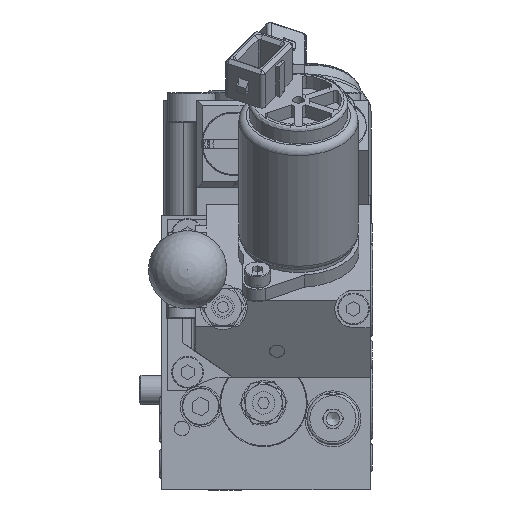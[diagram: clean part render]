
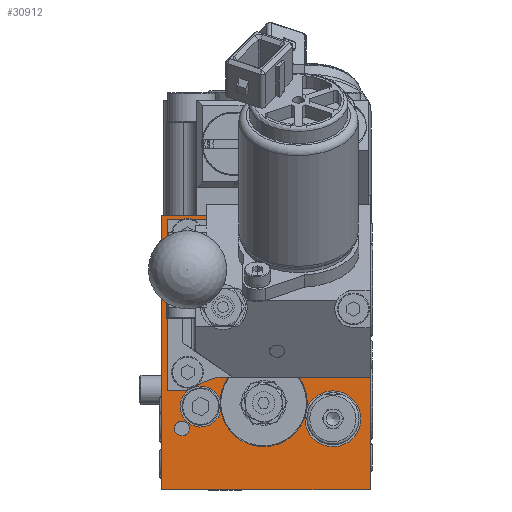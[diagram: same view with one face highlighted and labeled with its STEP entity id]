
A CAD part, front view. The second image highlights one B-rep face of the part: STEP entity #30912.
In plain terms, the highlighted planar face has unit normal (0, -1, 0).
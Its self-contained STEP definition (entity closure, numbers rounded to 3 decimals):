
#976=LINE('',#53116,#3335);
#984=LINE('',#53196,#3343);
#1053=LINE('',#53546,#3412);
#1067=LINE('',#53587,#3426);
#1068=LINE('',#53592,#3427);
#1069=LINE('',#53594,#3428);
#1070=LINE('',#53598,#3429);
#1071=LINE('',#53600,#3430);
#1072=LINE('',#53604,#3431);
#1073=LINE('',#53606,#3432);
#1074=LINE('',#53607,#3433);
#1075=LINE('',#53609,#3434);
#1076=LINE('',#53612,#3435);
#3335=VECTOR('',#43399,1000.);
#3343=VECTOR('',#43481,1000.);
#3412=VECTOR('',#43740,1000.);
#3426=VECTOR('',#43772,1000.);
#3427=VECTOR('',#43775,1000.);
#3428=VECTOR('',#43776,1000.);
#3429=VECTOR('',#43779,1000.);
#3430=VECTOR('',#43780,1000.);
#3431=VECTOR('',#43783,1000.);
#3432=VECTOR('',#43784,1000.);
#3433=VECTOR('',#43785,1000.);
#3434=VECTOR('',#43786,1000.);
#3435=VECTOR('',#43789,1000.);
#5689=ELLIPSE('',#39622,2.333,2.);
#5804=PLANE('',#39791);
#8262=ORIENTED_EDGE('',*,*,#16459,.F.);
#8263=ORIENTED_EDGE('',*,*,#16460,.T.);
#8264=ORIENTED_EDGE('',*,*,#16461,.F.);
#8265=ORIENTED_EDGE('',*,*,#16462,.T.);
#8266=ORIENTED_EDGE('',*,*,#16463,.F.);
#8267=ORIENTED_EDGE('',*,*,#16464,.T.);
#8268=ORIENTED_EDGE('',*,*,#16465,.F.);
#8269=ORIENTED_EDGE('',*,*,#16466,.F.);
#8270=ORIENTED_EDGE('',*,*,#16467,.F.);
#8271=ORIENTED_EDGE('',*,*,#16468,.F.);
#8272=ORIENTED_EDGE('',*,*,#16457,.T.);
#8273=ORIENTED_EDGE('',*,*,#16469,.F.);
#8274=ORIENTED_EDGE('',*,*,#16470,.F.);
#8275=ORIENTED_EDGE('',*,*,#16471,.F.);
#8276=ORIENTED_EDGE('',*,*,#16301,.T.);
#8277=ORIENTED_EDGE('',*,*,#16472,.T.);
#8278=ORIENTED_EDGE('',*,*,#16266,.T.);
#8279=ORIENTED_EDGE('',*,*,#16438,.T.);
#8280=ORIENTED_EDGE('',*,*,#16247,.T.);
#8281=ORIENTED_EDGE('',*,*,#16246,.T.);
#8282=ORIENTED_EDGE('',*,*,#16245,.T.);
#8283=ORIENTED_EDGE('',*,*,#16473,.T.);
#8284=ORIENTED_EDGE('',*,*,#16243,.T.);
#8285=ORIENTED_EDGE('',*,*,#16242,.F.);
#8286=ORIENTED_EDGE('',*,*,#16238,.T.);
#8287=ORIENTED_EDGE('',*,*,#16230,.T.);
#8288=ORIENTED_EDGE('',*,*,#16237,.T.);
#8289=ORIENTED_EDGE('',*,*,#16226,.T.);
#16226=EDGE_CURVE('',#24668,#24669,#20378,.T.);
#16230=EDGE_CURVE('',#24672,#24673,#20380,.T.);
#16237=EDGE_CURVE('',#24673,#24668,#20385,.T.);
#16238=EDGE_CURVE('',#24669,#24672,#20386,.T.);
#16242=EDGE_CURVE('',#24679,#24679,#5689,.T.);
#16243=EDGE_CURVE('',#24680,#24680,#20389,.T.);
#16245=EDGE_CURVE('',#24682,#24682,#20390,.T.);
#16246=EDGE_CURVE('',#24683,#24683,#20391,.T.);
#16247=EDGE_CURVE('',#24684,#24684,#20392,.T.);
#16266=EDGE_CURVE('',#24705,#24704,#976,.T.);
#16301=EDGE_CURVE('',#24740,#24739,#984,.T.);
#16438=EDGE_CURVE('',#24704,#24740,#1053,.T.);
#16457=EDGE_CURVE('',#24863,#24862,#20492,.T.);
#16459=EDGE_CURVE('',#24864,#24865,#1067,.T.);
#16460=EDGE_CURVE('',#24864,#24866,#20493,.T.);
#16461=EDGE_CURVE('',#24867,#24866,#1068,.T.);
#16462=EDGE_CURVE('',#24867,#24868,#1069,.T.);
#16463=EDGE_CURVE('',#24869,#24868,#20494,.T.);
#16464=EDGE_CURVE('',#24869,#24870,#1070,.T.);
#16465=EDGE_CURVE('',#24871,#24870,#1071,.T.);
#16466=EDGE_CURVE('',#24872,#24871,#20495,.T.);
#16467=EDGE_CURVE('',#24873,#24872,#1072,.T.);
#16468=EDGE_CURVE('',#24863,#24873,#1073,.T.);
#16469=EDGE_CURVE('',#24874,#24862,#1074,.T.);
#16470=EDGE_CURVE('',#24875,#24874,#1075,.T.);
#16471=EDGE_CURVE('',#24865,#24875,#20496,.T.);
#16472=EDGE_CURVE('',#24739,#24705,#1076,.T.);
#16473=EDGE_CURVE('',#24876,#24876,#20497,.T.);
#20378=CIRCLE('',#39606,5.5);
#20380=CIRCLE('',#39609,7.5);
#20385=CIRCLE('',#39617,11.7);
#20386=CIRCLE('',#39618,11.7);
#20389=CIRCLE('',#39624,2.);
#20390=CIRCLE('',#39626,2.);
#20391=CIRCLE('',#39628,2.067);
#20392=CIRCLE('',#39630,2.067);
#20492=CIRCLE('',#39790,2.067);
#20493=CIRCLE('',#39792,2.);
#20494=CIRCLE('',#39793,9.5);
#20495=CIRCLE('',#39794,9.5);
#20496=CIRCLE('',#39795,2.);
#20497=CIRCLE('',#39796,2.);
#21914=EDGE_LOOP('',(#8262,#8263,#8264,#8265,#8266,#8267,#8268,#8269,#8270,
#8271,#8272,#8273,#8274,#8275));
#21915=EDGE_LOOP('',(#8276,#8277,#8278,#8279));
#21916=EDGE_LOOP('',(#8280));
#21917=EDGE_LOOP('',(#8281));
#21918=EDGE_LOOP('',(#8282));
#21919=EDGE_LOOP('',(#8283));
#21920=EDGE_LOOP('',(#8284));
#21921=EDGE_LOOP('',(#8285));
#21922=EDGE_LOOP('',(#8286,#8287,#8288,#8289));
#24668=VERTEX_POINT('',#52958);
#24669=VERTEX_POINT('',#52959);
#24672=VERTEX_POINT('',#52967);
#24673=VERTEX_POINT('',#52968);
#24679=VERTEX_POINT('',#53022);
#24680=VERTEX_POINT('',#53025);
#24682=VERTEX_POINT('',#53060);
#24683=VERTEX_POINT('',#53063);
#24684=VERTEX_POINT('',#53066);
#24704=VERTEX_POINT('',#53115);
#24705=VERTEX_POINT('',#53117);
#24739=VERTEX_POINT('',#53195);
#24740=VERTEX_POINT('',#53197);
#24862=VERTEX_POINT('',#53582);
#24863=VERTEX_POINT('',#53584);
#24864=VERTEX_POINT('',#53588);
#24865=VERTEX_POINT('',#53589);
#24866=VERTEX_POINT('',#53591);
#24867=VERTEX_POINT('',#53593);
#24868=VERTEX_POINT('',#53595);
#24869=VERTEX_POINT('',#53597);
#24870=VERTEX_POINT('',#53599);
#24871=VERTEX_POINT('',#53601);
#24872=VERTEX_POINT('',#53603);
#24873=VERTEX_POINT('',#53605);
#24874=VERTEX_POINT('',#53608);
#24875=VERTEX_POINT('',#53610);
#24876=VERTEX_POINT('',#53614);
#27919=FACE_BOUND('',#21914,.T.);
#27920=FACE_BOUND('',#21915,.T.);
#27921=FACE_BOUND('',#21916,.T.);
#27922=FACE_BOUND('',#21917,.T.);
#27923=FACE_BOUND('',#21918,.T.);
#27924=FACE_BOUND('',#21919,.T.);
#27925=FACE_BOUND('',#21920,.T.);
#27926=FACE_BOUND('',#21921,.T.);
#27927=FACE_BOUND('',#21922,.T.);
#30912=ADVANCED_FACE('',(#27919,#27920,#27921,#27922,#27923,#27924,#27925,
#27926,#27927),#5804,.T.);
#39606=AXIS2_PLACEMENT_3D('',#52957,#43301,#43302);
#39609=AXIS2_PLACEMENT_3D('',#52966,#43309,#43310);
#39617=AXIS2_PLACEMENT_3D('',#52982,#43327,#43328);
#39618=AXIS2_PLACEMENT_3D('',#52983,#43329,#43330);
#39622=AXIS2_PLACEMENT_3D('',#53021,#43337,#43338);
#39624=AXIS2_PLACEMENT_3D('',#53024,#43341,#43342);
#39626=AXIS2_PLACEMENT_3D('',#53059,#43345,#43346);
#39628=AXIS2_PLACEMENT_3D('',#53062,#43349,#43350);
#39630=AXIS2_PLACEMENT_3D('',#53065,#43353,#43354);
#39790=AXIS2_PLACEMENT_3D('',#53583,#43767,#43768);
#39791=AXIS2_PLACEMENT_3D('',#53586,#43770,#43771);
#39792=AXIS2_PLACEMENT_3D('',#53590,#43773,#43774);
#39793=AXIS2_PLACEMENT_3D('',#53596,#43777,#43778);
#39794=AXIS2_PLACEMENT_3D('',#53602,#43781,#43782);
#39795=AXIS2_PLACEMENT_3D('',#53611,#43787,#43788);
#39796=AXIS2_PLACEMENT_3D('',#53613,#43790,#43791);
#43301=DIRECTION('',(0.,1.,0.));
#43302=DIRECTION('',(0.,0.,-1.));
#43309=DIRECTION('',(0.,1.,0.));
#43310=DIRECTION('',(0.,0.,-1.));
#43327=DIRECTION('',(0.,1.,0.));
#43328=DIRECTION('',(0.,0.,-1.));
#43329=DIRECTION('',(0.,1.,0.));
#43330=DIRECTION('',(0.,0.,-1.));
#43337=DIRECTION('',(0.,-1.,0.));
#43338=DIRECTION('',(0.,0.,1.));
#43341=DIRECTION('',(0.,1.,0.));
#43342=DIRECTION('',(0.,0.,-1.));
#43345=DIRECTION('',(0.,1.,0.));
#43346=DIRECTION('',(0.,0.,-1.));
#43349=DIRECTION('',(0.,1.,0.));
#43350=DIRECTION('',(0.,0.,-1.));
#43353=DIRECTION('',(0.,1.,0.));
#43354=DIRECTION('',(0.,0.,-1.));
#43399=DIRECTION('',(0.,0.,1.));
#43481=DIRECTION('',(0.,0.,-1.));
#43740=DIRECTION('',(-1.,0.,0.));
#43767=DIRECTION('',(0.,1.,0.));
#43768=DIRECTION('',(0.,0.,-1.));
#43770=DIRECTION('',(0.,-1.,0.));
#43771=DIRECTION('',(0.,0.,-1.));
#43772=DIRECTION('',(1.,0.,0.));
#43773=DIRECTION('',(0.,1.,0.));
#43774=DIRECTION('',(0.,0.,-1.));
#43775=DIRECTION('',(1.,0.,0.));
#43776=DIRECTION('',(0.,0.,1.));
#43777=DIRECTION('',(0.,-1.,0.));
#43778=DIRECTION('',(0.,0.,-1.));
#43779=DIRECTION('',(0.,0.,1.));
#43780=DIRECTION('',(-1.,0.,0.));
#43781=DIRECTION('',(0.,-1.,0.));
#43782=DIRECTION('',(0.,0.,-1.));
#43783=DIRECTION('',(-1.,0.,0.));
#43784=DIRECTION('',(0.,0.,1.));
#43785=DIRECTION('',(0.,0.,1.));
#43786=DIRECTION('',(1.,0.,0.));
#43787=DIRECTION('',(0.,-1.,0.));
#43788=DIRECTION('',(0.,0.,-1.));
#43789=DIRECTION('',(1.,0.,0.));
#43790=DIRECTION('',(0.,1.,0.));
#43791=DIRECTION('',(0.,0.,-1.));
#52957=CARTESIAN_POINT('',(-17.5,-68.,-14.4));
#52958=CARTESIAN_POINT('',(-12.115,-68.,-15.52));
#52959=CARTESIAN_POINT('',(-12.275,-68.,-12.683));
#52966=CARTESIAN_POINT('',(18.,-68.,-17.7));
#52967=CARTESIAN_POINT('',(10.994,-68.,-15.024));
#52968=CARTESIAN_POINT('',(10.527,-68.,-17.067));
#52982=CARTESIAN_POINT('',(-0.6,-68.,-13.45));
#52983=CARTESIAN_POINT('',(-0.6,-68.,-13.45));
#53021=CARTESIAN_POINT('',(17.5,-68.,22.8));
#53022=CARTESIAN_POINT('',(17.5,-68.,25.133));
#53024=CARTESIAN_POINT('',(-22.5,-68.,-20.3));
#53025=CARTESIAN_POINT('',(-22.5,-68.,-22.3));
#53059=CARTESIAN_POINT('',(-23.3,-68.,0.3));
#53060=CARTESIAN_POINT('',(-23.3,-68.,-1.7));
#53062=CARTESIAN_POINT('',(-21.,-68.,-5.2));
#53063=CARTESIAN_POINT('',(-21.,-68.,-7.267));
#53065=CARTESIAN_POINT('',(-21.,-68.,31.8));
#53066=CARTESIAN_POINT('',(-21.,-68.,29.733));
#53115=CARTESIAN_POINT('',(28.,-68.,36.8));
#53116=CARTESIAN_POINT('',(28.,-68.,-36.8));
#53117=CARTESIAN_POINT('',(28.,-68.,-36.8));
#53195=CARTESIAN_POINT('',(-28.,-68.,-36.8));
#53196=CARTESIAN_POINT('',(-28.,-68.,36.8));
#53197=CARTESIAN_POINT('',(-28.,-68.,36.8));
#53546=CARTESIAN_POINT('',(28.,-68.,36.8));
#53582=CARTESIAN_POINT('',(23.,-68.,9.794));
#53583=CARTESIAN_POINT('',(23.5,-68.,11.8));
#53584=CARTESIAN_POINT('',(23.,-68.,13.806));
#53586=CARTESIAN_POINT('',(0.,-68.,0.));
#53587=CARTESIAN_POINT('',(0.,-68.,-0.027));
#53588=CARTESIAN_POINT('',(10.363,-68.,-0.027));
#53589=CARTESIAN_POINT('',(14.227,-68.,-0.027));
#53590=CARTESIAN_POINT('',(8.5,-68.,0.7));
#53591=CARTESIAN_POINT('',(6.637,-68.,-0.027));
#53592=CARTESIAN_POINT('',(0.,-68.,-0.027));
#53593=CARTESIAN_POINT('',(-18.275,-68.,-0.027));
#53594=CARTESIAN_POINT('',(-18.275,-68.,0.));
#53595=CARTESIAN_POINT('',(-18.275,-68.,8.008));
#53596=CARTESIAN_POINT('',(-9.8,-68.,12.3));
#53597=CARTESIAN_POINT('',(-18.275,-68.,16.592));
#53598=CARTESIAN_POINT('',(-18.275,-68.,0.));
#53599=CARTESIAN_POINT('',(-18.275,-68.,18.636));
#53600=CARTESIAN_POINT('',(0.,-68.,18.636));
#53601=CARTESIAN_POINT('',(-16.879,-68.,18.636));
#53602=CARTESIAN_POINT('',(-9.8,-68.,12.3));
#53603=CARTESIAN_POINT('',(-2.721,-68.,18.636));
#53604=CARTESIAN_POINT('',(0.,-68.,18.636));
#53605=CARTESIAN_POINT('',(23.,-68.,18.636));
#53606=CARTESIAN_POINT('',(23.,-68.,0.));
#53607=CARTESIAN_POINT('',(23.,-68.,0.));
#53608=CARTESIAN_POINT('',(23.,-68.,-0.027));
#53609=CARTESIAN_POINT('',(0.,-68.,-0.027));
#53610=CARTESIAN_POINT('',(18.173,-68.,-0.027));
#53611=CARTESIAN_POINT('',(16.2,-68.,0.3));
#53612=CARTESIAN_POINT('',(-28.,-68.,-36.8));
#53613=CARTESIAN_POINT('',(11.5,-68.,31.8));
#53614=CARTESIAN_POINT('',(11.5,-68.,29.8));
